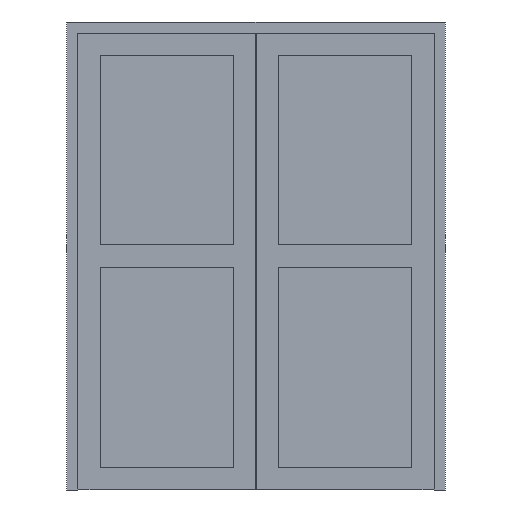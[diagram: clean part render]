
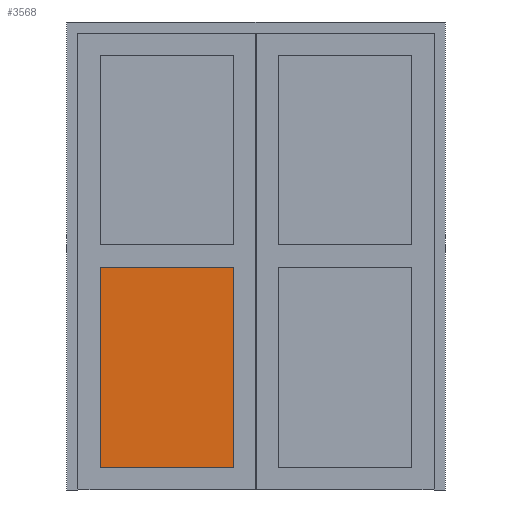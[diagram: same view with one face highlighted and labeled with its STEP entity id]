
A CAD part, front view. The second image highlights one B-rep face of the part: STEP entity #3568.
In plain terms, the highlighted planar face has unit normal (0, -1, 0).
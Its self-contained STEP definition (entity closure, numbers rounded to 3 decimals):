
#3259 = VERTEX_POINT('',#3260);
#3260 = CARTESIAN_POINT('',(151.,165.,1000.));
#3269 = PLANE('',#3270);
#3270 = AXIS2_PLACEMENT_3D('',#3271,#3272,#3273);
#3271 = CARTESIAN_POINT('',(151.,165.,1000.));
#3272 = DIRECTION('',(0.,0.,-1.));
#3273 = DIRECTION('',(1.,0.,0.));
#3281 = PLANE('',#3282);
#3282 = AXIS2_PLACEMENT_3D('',#3283,#3284,#3285);
#3283 = CARTESIAN_POINT('',(151.,165.,100.));
#3284 = DIRECTION('',(1.,0.,0.));
#3285 = DIRECTION('',(0.,0.,1.));
#3322 = VERTEX_POINT('',#3323);
#3323 = CARTESIAN_POINT('',(749.5,165.,1000.));
#3337 = PLANE('',#3338);
#3338 = AXIS2_PLACEMENT_3D('',#3339,#3340,#3341);
#3339 = CARTESIAN_POINT('',(749.5,165.,1000.));
#3340 = DIRECTION('',(-1.,0.,0.));
#3341 = DIRECTION('',(0.,0.,-1.));
#3349 = EDGE_CURVE('',#3259,#3322,#3350,.T.);
#3350 = SURFACE_CURVE('',#3351,(#3355,#3362),.PCURVE_S1.);
#3351 = LINE('',#3352,#3353);
#3352 = CARTESIAN_POINT('',(151.,165.,1000.));
#3353 = VECTOR('',#3354,1.);
#3354 = DIRECTION('',(1.,0.,0.));
#3355 = PCURVE('',#3269,#3356);
#3356 = DEFINITIONAL_REPRESENTATION('',(#3357),#3361);
#3357 = LINE('',#3358,#3359);
#3358 = CARTESIAN_POINT('',(0.,0.));
#3359 = VECTOR('',#3360,1.);
#3360 = DIRECTION('',(1.,0.));
#3361 = ( GEOMETRIC_REPRESENTATION_CONTEXT(2) 
PARAMETRIC_REPRESENTATION_CONTEXT() REPRESENTATION_CONTEXT('2D SPACE',''
  ) );
#3362 = PCURVE('',#3363,#3368);
#3363 = PLANE('',#3364);
#3364 = AXIS2_PLACEMENT_3D('',#3365,#3366,#3367);
#3365 = CARTESIAN_POINT('',(151.,165.,1000.));
#3366 = DIRECTION('',(0.,-1.,0.));
#3367 = DIRECTION('',(0.,0.,-1.));
#3368 = DEFINITIONAL_REPRESENTATION('',(#3369),#3373);
#3369 = LINE('',#3370,#3371);
#3370 = CARTESIAN_POINT('',(0.,0.));
#3371 = VECTOR('',#3372,1.);
#3372 = DIRECTION('',(0.,1.));
#3373 = ( GEOMETRIC_REPRESENTATION_CONTEXT(2) 
PARAMETRIC_REPRESENTATION_CONTEXT() REPRESENTATION_CONTEXT('2D SPACE',''
  ) );
#3403 = VERTEX_POINT('',#3404);
#3404 = CARTESIAN_POINT('',(749.5,165.,100.));
#3418 = PLANE('',#3419);
#3419 = AXIS2_PLACEMENT_3D('',#3420,#3421,#3422);
#3420 = CARTESIAN_POINT('',(749.5,165.,100.));
#3421 = DIRECTION('',(0.,0.,1.));
#3422 = DIRECTION('',(-1.,0.,0.));
#3430 = EDGE_CURVE('',#3322,#3403,#3431,.T.);
#3431 = SURFACE_CURVE('',#3432,(#3436,#3443),.PCURVE_S1.);
#3432 = LINE('',#3433,#3434);
#3433 = CARTESIAN_POINT('',(749.5,165.,1000.));
#3434 = VECTOR('',#3435,1.);
#3435 = DIRECTION('',(0.,0.,-1.));
#3436 = PCURVE('',#3337,#3437);
#3437 = DEFINITIONAL_REPRESENTATION('',(#3438),#3442);
#3438 = LINE('',#3439,#3440);
#3439 = CARTESIAN_POINT('',(0.,0.));
#3440 = VECTOR('',#3441,1.);
#3441 = DIRECTION('',(1.,0.));
#3442 = ( GEOMETRIC_REPRESENTATION_CONTEXT(2) 
PARAMETRIC_REPRESENTATION_CONTEXT() REPRESENTATION_CONTEXT('2D SPACE',''
  ) );
#3443 = PCURVE('',#3363,#3444);
#3444 = DEFINITIONAL_REPRESENTATION('',(#3445),#3449);
#3445 = LINE('',#3446,#3447);
#3446 = CARTESIAN_POINT('',(0.,598.5));
#3447 = VECTOR('',#3448,1.);
#3448 = DIRECTION('',(1.,0.));
#3449 = ( GEOMETRIC_REPRESENTATION_CONTEXT(2) 
PARAMETRIC_REPRESENTATION_CONTEXT() REPRESENTATION_CONTEXT('2D SPACE',''
  ) );
#3479 = VERTEX_POINT('',#3480);
#3480 = CARTESIAN_POINT('',(151.,165.,100.));
#3501 = EDGE_CURVE('',#3403,#3479,#3502,.T.);
#3502 = SURFACE_CURVE('',#3503,(#3507,#3514),.PCURVE_S1.);
#3503 = LINE('',#3504,#3505);
#3504 = CARTESIAN_POINT('',(749.5,165.,100.));
#3505 = VECTOR('',#3506,1.);
#3506 = DIRECTION('',(-1.,0.,0.));
#3507 = PCURVE('',#3418,#3508);
#3508 = DEFINITIONAL_REPRESENTATION('',(#3509),#3513);
#3509 = LINE('',#3510,#3511);
#3510 = CARTESIAN_POINT('',(0.,0.));
#3511 = VECTOR('',#3512,1.);
#3512 = DIRECTION('',(1.,0.));
#3513 = ( GEOMETRIC_REPRESENTATION_CONTEXT(2) 
PARAMETRIC_REPRESENTATION_CONTEXT() REPRESENTATION_CONTEXT('2D SPACE',''
  ) );
#3514 = PCURVE('',#3363,#3515);
#3515 = DEFINITIONAL_REPRESENTATION('',(#3516),#3520);
#3516 = LINE('',#3517,#3518);
#3517 = CARTESIAN_POINT('',(900.,598.5));
#3518 = VECTOR('',#3519,1.);
#3519 = DIRECTION('',(0.,-1.));
#3520 = ( GEOMETRIC_REPRESENTATION_CONTEXT(2) 
PARAMETRIC_REPRESENTATION_CONTEXT() REPRESENTATION_CONTEXT('2D SPACE',''
  ) );
#3548 = EDGE_CURVE('',#3479,#3259,#3549,.T.);
#3549 = SURFACE_CURVE('',#3550,(#3554,#3561),.PCURVE_S1.);
#3550 = LINE('',#3551,#3552);
#3551 = CARTESIAN_POINT('',(151.,165.,100.));
#3552 = VECTOR('',#3553,1.);
#3553 = DIRECTION('',(0.,0.,1.));
#3554 = PCURVE('',#3281,#3555);
#3555 = DEFINITIONAL_REPRESENTATION('',(#3556),#3560);
#3556 = LINE('',#3557,#3558);
#3557 = CARTESIAN_POINT('',(0.,0.));
#3558 = VECTOR('',#3559,1.);
#3559 = DIRECTION('',(1.,0.));
#3560 = ( GEOMETRIC_REPRESENTATION_CONTEXT(2) 
PARAMETRIC_REPRESENTATION_CONTEXT() REPRESENTATION_CONTEXT('2D SPACE',''
  ) );
#3561 = PCURVE('',#3363,#3562);
#3562 = DEFINITIONAL_REPRESENTATION('',(#3563),#3567);
#3563 = LINE('',#3564,#3565);
#3564 = CARTESIAN_POINT('',(900.,0.));
#3565 = VECTOR('',#3566,1.);
#3566 = DIRECTION('',(-1.,0.));
#3567 = ( GEOMETRIC_REPRESENTATION_CONTEXT(2) 
PARAMETRIC_REPRESENTATION_CONTEXT() REPRESENTATION_CONTEXT('2D SPACE',''
  ) );
#3568 = ADVANCED_FACE('',(#3569),#3363,.T.);
#3569 = FACE_BOUND('',#3570,.F.);
#3570 = EDGE_LOOP('',(#3571,#3572,#3573,#3574));
#3571 = ORIENTED_EDGE('',*,*,#3349,.T.);
#3572 = ORIENTED_EDGE('',*,*,#3430,.T.);
#3573 = ORIENTED_EDGE('',*,*,#3501,.T.);
#3574 = ORIENTED_EDGE('',*,*,#3548,.T.);
